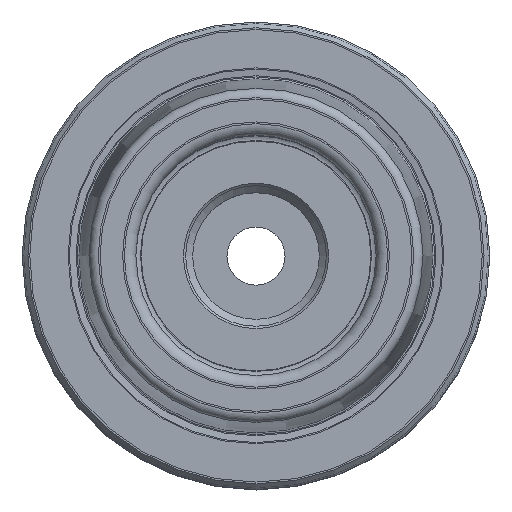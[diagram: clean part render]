
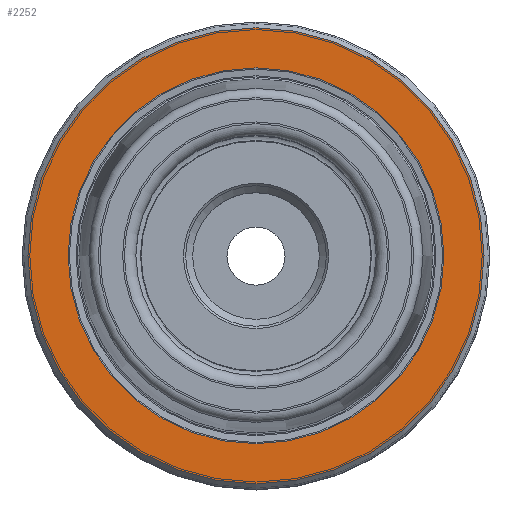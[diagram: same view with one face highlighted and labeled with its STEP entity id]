
A CAD part, top view. The second image highlights one B-rep face of the part: STEP entity #2252.
In plain terms, the highlighted planar face has unit normal (0, 0, 1).
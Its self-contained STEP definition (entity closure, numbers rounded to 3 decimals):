
#301=ORIENTED_EDGE('',*,*,#473,.T.);
#302=ORIENTED_EDGE('',*,*,#472,.F.);
#472=EDGE_CURVE('',#598,#598,#724,.T.);
#473=EDGE_CURVE('',#599,#599,#725,.T.);
#598=VERTEX_POINT('',#3331);
#599=VERTEX_POINT('',#3334);
#724=CIRCLE('',#2478,16.195);
#725=CIRCLE('',#2480,19.65);
#931=EDGE_LOOP('',(#301));
#932=EDGE_LOOP('',(#302));
#1183=FACE_BOUND('',#931,.T.);
#1184=FACE_BOUND('',#932,.T.);
#1275=PLANE('',#2479);
#2252=ADVANCED_FACE('',(#1183,#1184),#1275,.T.);
#2478=AXIS2_PLACEMENT_3D('',#3330,#2912,#2913);
#2479=AXIS2_PLACEMENT_3D('',#3332,#2914,#2915);
#2480=AXIS2_PLACEMENT_3D('',#3333,#2916,#2917);
#2912=DIRECTION('',(0.,0.,1.));
#2913=DIRECTION('',(1.,0.,0.));
#2914=DIRECTION('',(0.,0.,1.));
#2915=DIRECTION('',(1.,0.,0.));
#2916=DIRECTION('',(0.,0.,1.));
#2917=DIRECTION('',(1.,0.,0.));
#3330=CARTESIAN_POINT('',(0.,0.,0.2));
#3331=CARTESIAN_POINT('',(16.195,0.,0.2));
#3332=CARTESIAN_POINT('',(16.195,0.,0.2));
#3333=CARTESIAN_POINT('',(0.,0.,0.2));
#3334=CARTESIAN_POINT('',(19.65,0.,0.2));
